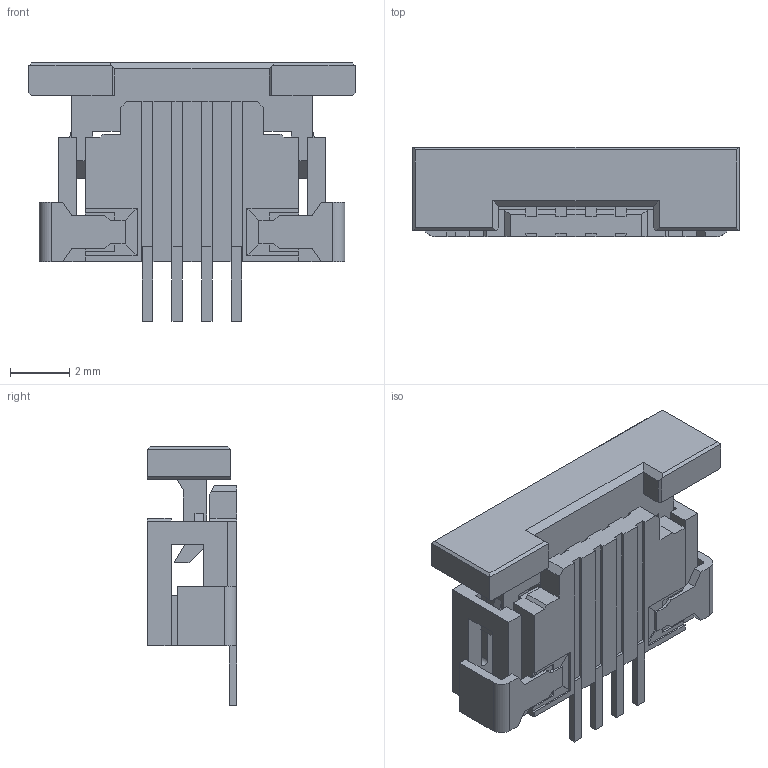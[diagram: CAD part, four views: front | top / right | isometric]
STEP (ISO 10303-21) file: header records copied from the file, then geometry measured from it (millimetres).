
FILE_DESCRIPTION(('STEP AP242'),'1');
FILE_NAME('5572.stp','2018-11-13T09:38:14',('TraceParts'),('TraceParts S.A.'),'Spatial InterOp 3D',' ',' ');
FILE_SCHEMA(('AP242_MANAGED_MODEL_BASED_3D_ENGINEERING_MIM_LF {1 0 10303 442 1 1 4}'));
Length unit declared in the file: millimetre
Products named in the file (1): 5572_1
Bounding box: 11 x 3 x 8.7 mm (x, y, z)
Volume: 116.7 mm3; surface area: 440.5 mm2
Topology: 1 solids, 1 shells, 273 faces, 884 edges, 614 vertices
Faces by surface type: plane 265, cylinder 8
Entity records: 9558 total; most frequent: CARTESIAN_POINT 1719, ORIENTED_EDGE 1714, DIRECTION 1450, LINE 868, VECTOR 868, EDGE_CURVE 857, VERTEX_POINT 560, AXIS2_PLACEMENT_3D 291
